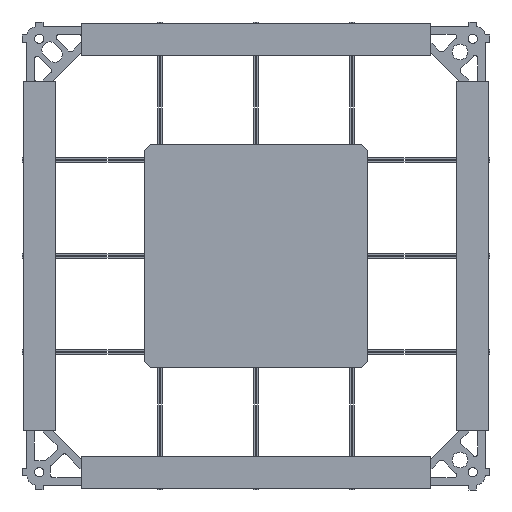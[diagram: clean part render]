
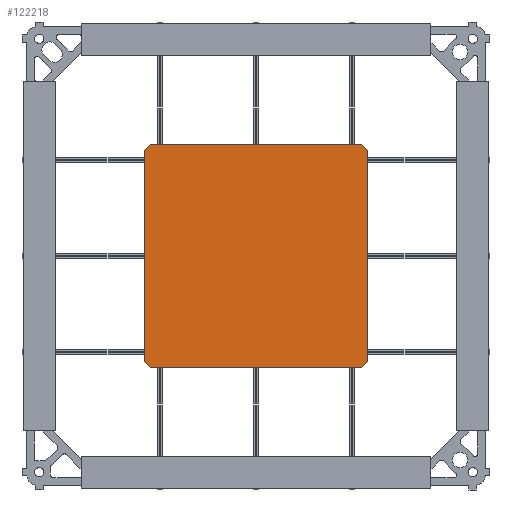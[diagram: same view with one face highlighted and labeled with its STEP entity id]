
A CAD part, front view. The second image highlights one B-rep face of the part: STEP entity #122218.
In plain terms, the highlighted planar face has unit normal (0, -1, 0).
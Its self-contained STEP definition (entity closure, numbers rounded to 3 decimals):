
#491 = CARTESIAN_POINT ( 'NONE',  ( -18., 0., -18. ) ) ;
#1297 = DIRECTION ( 'NONE',  ( 1., 0., 0. ) ) ;
#1580 = VECTOR ( 'NONE', #126236, 1000. ) ;
#2684 = ORIENTED_EDGE ( 'NONE', *, *, #115027, .T. ) ;
#2929 = DIRECTION ( 'NONE',  ( 0., 0., 1. ) ) ;
#6612 = CARTESIAN_POINT ( 'NONE',  ( 18., 0., -17. ) ) ;
#15023 = EDGE_CURVE ( 'NONE', #34911, #103341, #101363, .T. ) ;
#16074 = VERTEX_POINT ( 'NONE', #56890 ) ;
#16395 = CARTESIAN_POINT ( 'NONE',  ( -17., 0., 18. ) ) ;
#18703 = LINE ( 'NONE', #16395, #43852 ) ;
#19011 = LINE ( 'NONE', #110781, #68914 ) ;
#19264 = VECTOR ( 'NONE', #116018, 1000. ) ;
#20109 = EDGE_CURVE ( 'NONE', #16074, #107720, #67141, .T. ) ;
#22792 = ORIENTED_EDGE ( 'NONE', *, *, #39087, .T. ) ;
#25138 = ORIENTED_EDGE ( 'NONE', *, *, #123059, .F. ) ;
#29539 = DIRECTION ( 'NONE',  ( -0.707, 0., 0.707 ) ) ;
#29809 = EDGE_CURVE ( 'NONE', #72830, #107720, #98848, .T. ) ;
#31053 = DIRECTION ( 'NONE',  ( 0., 0., 1. ) ) ;
#34911 = VERTEX_POINT ( 'NONE', #81279 ) ;
#39087 = EDGE_CURVE ( 'NONE', #98866, #103341, #18703, .T. ) ;
#43852 = VECTOR ( 'NONE', #125479, 1000. ) ;
#50860 = CARTESIAN_POINT ( 'NONE',  ( 17., 0., 18. ) ) ;
#52589 = AXIS2_PLACEMENT_3D ( 'NONE', #102436, #62720, #2929 ) ;
#52691 = EDGE_LOOP ( 'NONE', ( #64346, #2684, #25138, #117619, #76157, #109399, #84485, #22792 ) ) ;
#54062 = CARTESIAN_POINT ( 'NONE',  ( 17., 0., -18. ) ) ;
#56890 = CARTESIAN_POINT ( 'NONE',  ( 17., 0., -18. ) ) ;
#57741 = VERTEX_POINT ( 'NONE', #61190 ) ;
#61190 = CARTESIAN_POINT ( 'NONE',  ( -17., 0., -18. ) ) ;
#61397 = EDGE_CURVE ( 'NONE', #72830, #68048, #107422, .T. ) ;
#62720 = DIRECTION ( 'NONE',  ( 0., 1., 0. ) ) ;
#64346 = ORIENTED_EDGE ( 'NONE', *, *, #15023, .F. ) ;
#66435 = CARTESIAN_POINT ( 'NONE',  ( -18., 0., -18. ) ) ;
#66509 = FACE_OUTER_BOUND ( 'NONE', #52691, .T. ) ;
#67141 = LINE ( 'NONE', #54062, #120215 ) ;
#68048 = VERTEX_POINT ( 'NONE', #50860 ) ;
#68914 = VECTOR ( 'NONE', #1297, 1000. ) ;
#69423 = EDGE_CURVE ( 'NONE', #98866, #68048, #19011, .T. ) ;
#71548 = VECTOR ( 'NONE', #29539, 1000. ) ;
#72830 = VERTEX_POINT ( 'NONE', #129501 ) ;
#76157 = ORIENTED_EDGE ( 'NONE', *, *, #29809, .F. ) ;
#76806 = CARTESIAN_POINT ( 'NONE',  ( -18., 0., -17. ) ) ;
#81279 = CARTESIAN_POINT ( 'NONE',  ( -18., 0., -17. ) ) ;
#84485 = ORIENTED_EDGE ( 'NONE', *, *, #69423, .F. ) ;
#87503 = LINE ( 'NONE', #66435, #1580 ) ;
#93169 = LINE ( 'NONE', #76806, #116570 ) ;
#96471 = DIRECTION ( 'NONE',  ( 0.707, 0., -0.707 ) ) ;
#98848 = LINE ( 'NONE', #126078, #19264 ) ;
#98866 = VERTEX_POINT ( 'NONE', #125975 ) ;
#101363 = LINE ( 'NONE', #491, #124828 ) ;
#102000 = PLANE ( 'NONE',  #52589 ) ;
#102436 = CARTESIAN_POINT ( 'NONE',  ( 0., 0., 0. ) ) ;
#103341 = VERTEX_POINT ( 'NONE', #104753 ) ;
#104753 = CARTESIAN_POINT ( 'NONE',  ( -18., 0., 17. ) ) ;
#107422 = LINE ( 'NONE', #119413, #71548 ) ;
#107720 = VERTEX_POINT ( 'NONE', #6612 ) ;
#109399 = ORIENTED_EDGE ( 'NONE', *, *, #61397, .T. ) ;
#110781 = CARTESIAN_POINT ( 'NONE',  ( -18., 0., 18. ) ) ;
#115027 = EDGE_CURVE ( 'NONE', #34911, #57741, #93169, .T. ) ;
#116018 = DIRECTION ( 'NONE',  ( 0., 0., -1. ) ) ;
#116570 = VECTOR ( 'NONE', #96471, 1000. ) ;
#117619 = ORIENTED_EDGE ( 'NONE', *, *, #20109, .T. ) ;
#119413 = CARTESIAN_POINT ( 'NONE',  ( 18., 0., 17. ) ) ;
#120215 = VECTOR ( 'NONE', #123945, 1000. ) ;
#122218 = ADVANCED_FACE ( 'NONE', ( #66509 ), #102000, .F. ) ;
#123059 = EDGE_CURVE ( 'NONE', #16074, #57741, #87503, .T. ) ;
#123945 = DIRECTION ( 'NONE',  ( 0.707, 0., 0.707 ) ) ;
#124828 = VECTOR ( 'NONE', #31053, 1000. ) ;
#125479 = DIRECTION ( 'NONE',  ( -0.707, 0., -0.707 ) ) ;
#125975 = CARTESIAN_POINT ( 'NONE',  ( -17., 0., 18. ) ) ;
#126078 = CARTESIAN_POINT ( 'NONE',  ( 18., 0., -18. ) ) ;
#126236 = DIRECTION ( 'NONE',  ( -1., 0., 0. ) ) ;
#129501 = CARTESIAN_POINT ( 'NONE',  ( 18., 0., 17. ) ) ;
